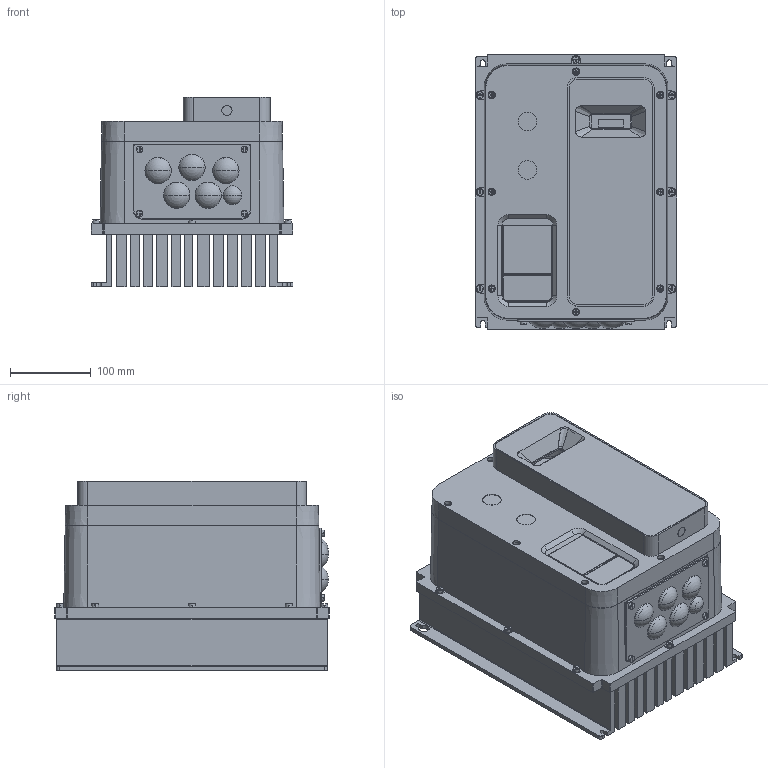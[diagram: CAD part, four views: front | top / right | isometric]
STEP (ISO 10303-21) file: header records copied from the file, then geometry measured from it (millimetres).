
FILE_DESCRIPTION((''),'2;1');
FILE_NAME('SIMPLIFIED_ASM','2020-11-19T12:04:12',('danae.lavaud'),(''),'CREO PARAMETRIC BY PTC INC, 2018260','CREO PARAMETRIC BY PTC INC, 2018260','');
FILE_SCHEMA(('CONFIG_CONTROL_DESIGN'));
Products named in the file (41): QGH7010701_2_5_1; RS3C_POWER_PCB_S3_2_3_1; X3_4KW_OULP-948-B-7P_MIG17_2_7_; X3_4KW_OULP_948_B_7P_MIG17_ASM__ASM; S3_POWER_PCBA_3W_ASM_4_ASM_3_AS_ASM; EAV79773_20150304_1_3_1; EAV79773_ASM_2_ASM_2_ASM_1_ASM; S3_BUS_20140630_ASM_2_ASM_2_ASM_ASM; SIZE3-400V-FILTER_PCB_2_4_1; X3_4KW_OULP-948-B-3P_2_5_1; X3_4KW_OULP_948_B_3P__ASM_2_ASM_ASM; EAV79771_A_S3_FILTER_400V_ASM_3_ASM; QGH7009701_4_14_1; PHA3991001_2_6_1; R3_FAN_S3C4_00_1_3_1_1; R3_FAN_S3C4_00_1_3_2_1; R3_FAN_S3C4_00_1_3_ASM_1_ASM; QGH7010101_2_11_1; QGH7009801_2_16_1; QGH7596201_2_8_1; CAPTIVE_SCREW_STIE_MIG12_2_8_1; QGH7859601_2_8_AF0_1; QGH7859601_2_8_AF1_1; QGH7859601_2_8_AF2_1; QGH7859601_2_8_AF3_1; QGH7859601_2_8_AF4_1; ASM0003_ASM_1_ASM; PHA3017301_2_8_1; PRT0002_1_1_1_1_1_6_1; PRT0003_1_1_1_1_1_6_1; ASM0004_ASM_1_ASM_1_ASM_1_ASM_1_ASM; ASM0003_ASM_1_ASM_1_ASM_1_ASM_1_ASM; PRT0007_1_1_1_1_1_6_1; PRT0008_1_1_1_1_1_6_1; ASM0005_ASM_1_ASM_1_ASM_1_ASM_1_ASM; PRT0009_1_1_1_1_1_6_1; PRT0010_1_1_1_1_1_6_1; ATV320_CONTROL_BLOCK_ASM_1_ASM__ASM; QGH7010001_2_5_1; S3C4_NO_VARIO_ASM_2_ASM_1_ASM ...
Assembly tree (47 placements, depth 6):
  SIMPLIFIED_ASM
    S3C4_NO_VARIO_ASM_2_ASM_1_ASM
      QGH7010701_2_5_1
      S3_POWER_PCBA_3W_ASM_4_ASM_3_AS_ASM
        RS3C_POWER_PCB_S3_2_3_1
        X3_4KW_OULP_948_B_7P_MIG17_ASM__ASM
          X3_4KW_OULP-948-B-7P_MIG17_2_7_
      S3_BUS_20140630_ASM_2_ASM_2_ASM_ASM
        EAV79773_ASM_2_ASM_2_ASM_1_ASM
          EAV79773_20150304_1_3_1
      EAV79771_A_S3_FILTER_400V_ASM_3_ASM
        SIZE3-400V-FILTER_PCB_2_4_1
        X3_4KW_OULP_948_B_3P__ASM_2_ASM_ASM
          X3_4KW_OULP-948-B-3P_2_5_1
      QGH7009701_4_14_1
      PHA3991001_2_6_1
      R3_FAN_S3C4_00_1_3_ASM_1_ASM
        R3_FAN_S3C4_00_1_3_1_1
        R3_FAN_S3C4_00_1_3_2_1
      QGH7010101_2_11_1
      QGH7009801_2_16_1
      QGH7596201_2_8_1
      CAPTIVE_SCREW_STIE_MIG12_2_8_1  x8
      ASM0003_ASM_1_ASM
        QGH7859601_2_8_AF0_1
        QGH7859601_2_8_AF1_1
        QGH7859601_2_8_AF2_1
        QGH7859601_2_8_AF3_1
        QGH7859601_2_8_AF4_1
      PHA3017301_2_8_1
      ATV320_CONTROL_BLOCK_ASM_1_ASM__ASM
        ASM0003_ASM_1_ASM_1_ASM_1_ASM_1_ASM
          ASM0004_ASM_1_ASM_1_ASM_1_ASM_1_ASM
            PRT0002_1_1_1_1_1_6_1
            PRT0003_1_1_1_1_1_6_1
        ASM0005_ASM_1_ASM_1_ASM_1_ASM_1_ASM
          PRT0007_1_1_1_1_1_6_1
          PRT0008_1_1_1_1_1_6_1
        PRT0009_1_1_1_1_1_6_1
        PRT0010_1_1_1_1_1_6_1
      QGH7010001_2_5_1
Bounding box: 250 x 340 x 235 mm (x, y, z)
Volume: 6136933.7 mm3; surface area: 1805574.9 mm2
Topology: 34 solids, 38 shells, 2754 faces, 7504 edges, 5024 vertices
Faces by surface type: plane 1949, cylinder 671, cone 72, torus 36, sphere 14, bspline 8, extrusion 4
Entity records: 82282 total; most frequent: CARTESIAN_POINT 14872, DIRECTION 13993, ORIENTED_EDGE 13812, EDGE_CURVE 6906, VECTOR 5059, LINE 5055, VERTEX_POINT 4604, AXIS2_PLACEMENT_3D 4467
